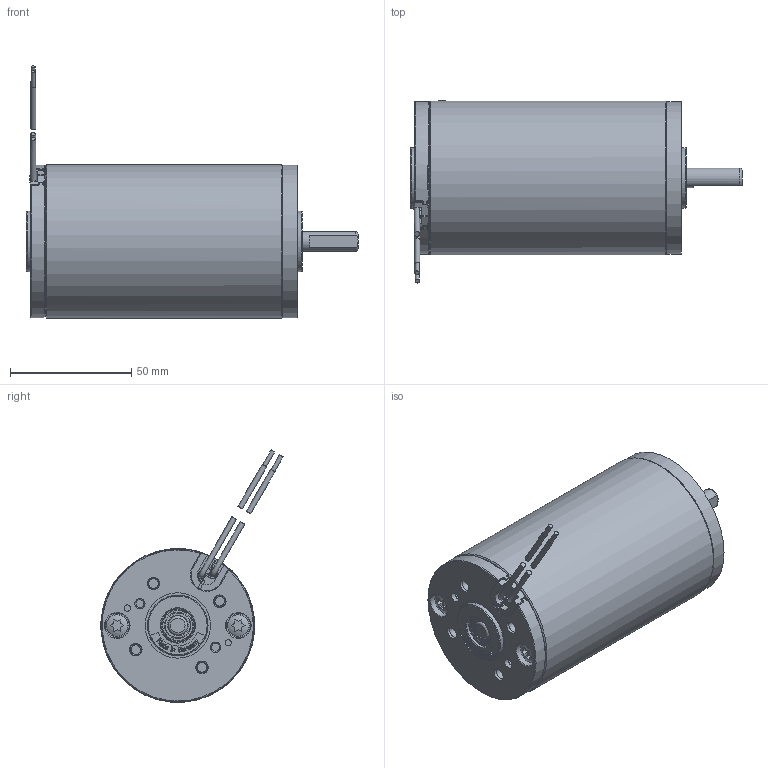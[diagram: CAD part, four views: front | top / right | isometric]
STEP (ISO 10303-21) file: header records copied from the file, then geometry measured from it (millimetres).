
FILE_DESCRIPTION(/* description */ (''),/* implementation_level */ '2;1');
FILE_NAME(/* name */ 'M63x40.stp',/* time_stamp */ '2014-01-31T12:02:08+01:00',/* author */ ('KÃ¤hlig'),/* organization */ ('KÃ¤hlig Antriebstechnik GmbH'),/* preprocessor_version */ 'ST-DEVELOPER v11',/* originating_system */ 'SIEMENS UGS NX 6.0',/* authorisation */ 'Weitergabe an dritte nicht zulÃ¤ssig');
FILE_SCHEMA (('AUTOMOTIVE_DESIGN { 1 0 10303 214 1 1 1 1 }'));
Length unit declared in the file: millimetre
Products named in the file (1): Schi3EFC9gc9
Bounding box: 137 x 75.23 x 104.09 mm (x, y, z)
Volume: 111926.5 mm3; surface area: 76764.1 mm2
Topology: 21 solids, 21 shells, 1313 faces, 3054 edges, 1867 vertices
Faces by surface type: cylinder 381, plane 361, torus 259, bspline 115, cone 87, extrusion 82, sphere 28
Full cylindrical faces by diameter (mm): 1 x2, 1.75 x2, 2.15 x2, 3.1 x2, 3.3 x2, 3.4 x2, 3.5 x2, 3.7 x4, 4 x4, 4.4 x2, 4.58 x2, 4.75 x8, 5 x2, 5.3 x2, 8 x5, 10 x2, 10.25 x4, 10.877 x4, 13.8 x4, 14 x1, 16 x1, 16.2 x4, 17.706 x4, 22 x4, 25 x3, 27 x2, 56.4 x2, 63 x1, 63.5 x1
Entity records: 41258 total; most frequent: CARTESIAN_POINT 12306, DIRECTION 6249, ORIENTED_EDGE 5586, EDGE_CURVE 2793, AXIS2_PLACEMENT_3D 2656, VERTEX_POINT 1821, EDGE_LOOP 1642, CIRCLE 1449
